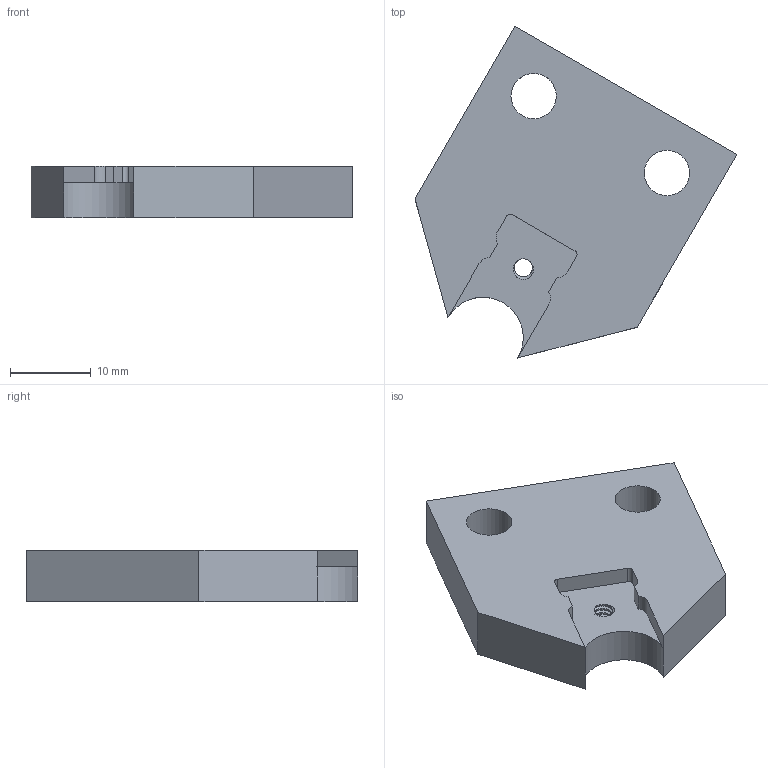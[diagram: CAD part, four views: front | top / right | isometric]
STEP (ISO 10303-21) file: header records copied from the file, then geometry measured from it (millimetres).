
FILE_DESCRIPTION(/* description */ (''),/* implementation_level */ '2;1');
FILE_NAME(/* name */ 'Sensor Mount Bottom.step',/* time_stamp */ '2023-09-20T18:53:10-04:00',/* author */ (''),/* organization */ (''),/* preprocessor_version */ 'ST-DEVELOPER v20',/* originating_system */ 'Autodesk Translation Framework v12.9.0.99',/* authorisation */ '');
FILE_SCHEMA (('AUTOMOTIVE_DESIGN { 1 0 10303 214 3 1 1 }'));
Length unit declared in the file: inch
Products named in the file (1): Sensor Mount
Bounding box: 39.86 x 41.09 x 6.35 mm (x, y, z)
Volume: 5598.3 mm3; surface area: 2964 mm2
Topology: 1 solids, 1 shells, 42 faces, 118 edges, 78 vertices
Faces by surface type: cylinder 25, plane 15, bspline 2
Full cylindrical faces by diameter (mm): 2.271 x2, 2.845 x3, 5.613 x2
Entity records: 2256 total; most frequent: CARTESIAN_POINT 1175, ORIENTED_EDGE 236, DIRECTION 188, EDGE_CURVE 118, VERTEX_POINT 78, AXIS2_PLACEMENT_3D 64, LINE 60, VECTOR 60
